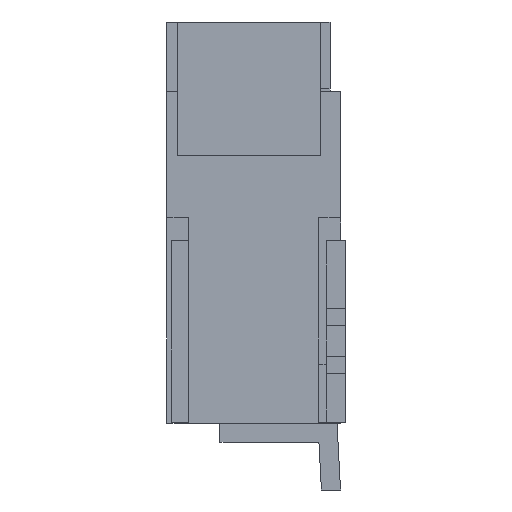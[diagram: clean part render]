
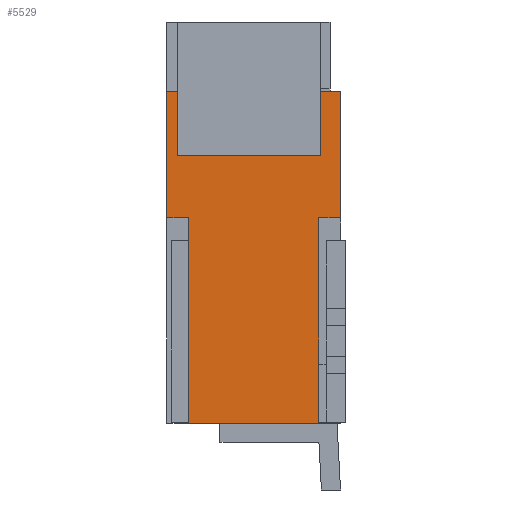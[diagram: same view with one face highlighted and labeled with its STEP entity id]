
A CAD part, left-side view. The second image highlights one B-rep face of the part: STEP entity #5529.
In plain terms, the highlighted planar face has unit normal (-1, 0, 0).
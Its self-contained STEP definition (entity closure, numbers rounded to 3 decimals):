
#1759=DIRECTION('',(0.,-1.,0.));
#1760=VECTOR('',#1759,0.23);
#1761=CARTESIAN_POINT('',(0.,1.82,-2.05));
#1762=LINE('',#1761,#1760);
#1763=DIRECTION('',(0.,0.,-1.));
#1764=VECTOR('',#1763,1.32);
#1765=CARTESIAN_POINT('',(0.,1.82,-0.73));
#1766=LINE('',#1765,#1764);
#1767=DIRECTION('',(0.,1.,0.));
#1768=VECTOR('',#1767,1.82);
#1769=CARTESIAN_POINT('',(0.,0.,-0.73));
#1770=LINE('',#1769,#1768);
#1771=DIRECTION('',(0.,0.,1.));
#1772=VECTOR('',#1771,1.32);
#1773=CARTESIAN_POINT('',(0.,0.,-2.05));
#1774=LINE('',#1773,#1772);
#1775=DIRECTION('',(0.,-1.,0.));
#1776=VECTOR('',#1775,1.36);
#1777=CARTESIAN_POINT('',(0.,1.59,-4.2));
#1778=LINE('',#1777,#1776);
#1803=DIRECTION('',(0.,0.,1.));
#1804=VECTOR('',#1803,2.15);
#1805=CARTESIAN_POINT('',(0.,1.59,-4.2));
#1806=LINE('',#1805,#1804);
#1991=DIRECTION('',(0.,0.,1.));
#1992=VECTOR('',#1991,2.15);
#1993=CARTESIAN_POINT('',(0.,0.23,-4.2));
#1994=LINE('',#1993,#1992);
#2003=DIRECTION('',(0.,1.,0.));
#2004=VECTOR('',#2003,0.23);
#2005=CARTESIAN_POINT('',(0.,0.,-2.05));
#2006=LINE('',#2005,#2004);
#2571=CARTESIAN_POINT('',(0.,0.,-0.73));
#2572=VERTEX_POINT('',#2571);
#2573=CARTESIAN_POINT('',(0.,0.,-2.05));
#2574=VERTEX_POINT('',#2573);
#2647=CARTESIAN_POINT('',(0.,1.82,-0.73));
#2648=VERTEX_POINT('',#2647);
#2665=CARTESIAN_POINT('',(0.,1.82,-2.05));
#2666=VERTEX_POINT('',#2665);
#2671=CARTESIAN_POINT('',(0.,1.59,-4.2));
#2672=VERTEX_POINT('',#2671);
#2673=CARTESIAN_POINT('',(0.,0.23,-4.2));
#2674=VERTEX_POINT('',#2673);
#2707=CARTESIAN_POINT('',(0.,1.59,-2.05));
#2708=VERTEX_POINT('',#2707);
#2709=CARTESIAN_POINT('',(0.,0.23,-2.05));
#2710=VERTEX_POINT('',#2709);
#5510=CARTESIAN_POINT('',(0.,0.91,-2.465));
#5511=DIRECTION('',(1.,0.,0.));
#5512=DIRECTION('',(0.,0.,1.));
#5513=AXIS2_PLACEMENT_3D('',#5510,#5511,#5512);
#5514=PLANE('',#5513);
#5516=ORIENTED_EDGE('',*,*,#5515,.T.);
#5518=ORIENTED_EDGE('',*,*,#5517,.F.);
#5519=ORIENTED_EDGE('',*,*,#3330,.F.);
#5520=ORIENTED_EDGE('',*,*,#5103,.F.);
#5521=ORIENTED_EDGE('',*,*,#3058,.F.);
#5523=ORIENTED_EDGE('',*,*,#5522,.T.);
#5525=ORIENTED_EDGE('',*,*,#5524,.F.);
#5526=ORIENTED_EDGE('',*,*,#3425,.F.);
#5527=EDGE_LOOP('',(#5516,#5518,#5519,#5520,#5521,#5523,#5525,#5526));
#5528=FACE_OUTER_BOUND('',#5527,.F.);
#5529=ADVANCED_FACE('',(#5528),#5514,.F.);
#3058=EDGE_CURVE('',#2574,#2572,#1774,.T.);
#3330=EDGE_CURVE('',#2648,#2666,#1766,.T.);
#3425=EDGE_CURVE('',#2672,#2674,#1778,.T.);
#5103=EDGE_CURVE('',#2572,#2648,#1770,.T.);
#5515=EDGE_CURVE('',#2672,#2708,#1806,.T.);
#5517=EDGE_CURVE('',#2666,#2708,#1762,.T.);
#5522=EDGE_CURVE('',#2574,#2710,#2006,.T.);
#5524=EDGE_CURVE('',#2674,#2710,#1994,.T.);
